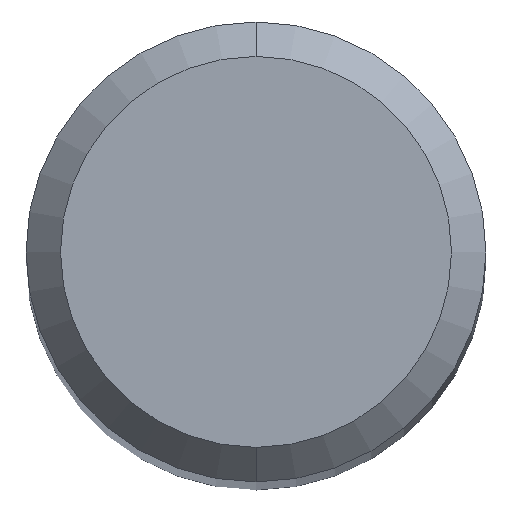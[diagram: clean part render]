
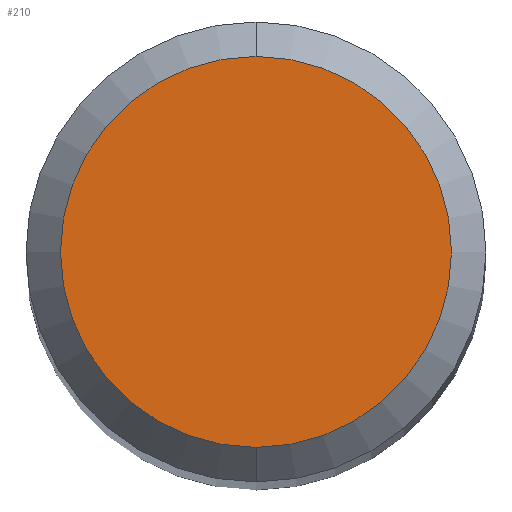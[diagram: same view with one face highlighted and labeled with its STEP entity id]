
A CAD part, top view. The second image highlights one B-rep face of the part: STEP entity #210.
In plain terms, the highlighted planar face has unit normal (0, 0, 1).
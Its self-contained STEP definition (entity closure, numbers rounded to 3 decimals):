
#130=VERTEX_POINT('',#286);
#150=EDGE_CURVE('',#184,#130,#309,.T.);
#184=VERTEX_POINT('',#349);
#210=ADVANCED_FACE('',(#378),#379,.T.);
#228=EDGE_CURVE('',#130,#184,#399,.T.);
#286=CARTESIAN_POINT('',(0.0,1.7,0.0));
#309=CIRCLE('',#484,1.7);
#349=CARTESIAN_POINT('',(0.,-1.7,0.0));
#378=FACE_OUTER_BOUND('',#569,.T.);
#379=PLANE('',#570);
#399=CIRCLE('',#596,1.7);
#484=AXIS2_PLACEMENT_3D('',#675,#676,#677);
#569=EDGE_LOOP('',(#770,#771));
#570=AXIS2_PLACEMENT_3D('',#772,#773,#774);
#596=AXIS2_PLACEMENT_3D('',#801,#802,#803);
#675=CARTESIAN_POINT('',(0.0,0.0,0.0));
#676=DIRECTION('',(0.0,0.0,-1.0));
#677=DIRECTION('',(0.0,1.0,0.0));
#770=ORIENTED_EDGE('',*,*,#228,.F.);
#771=ORIENTED_EDGE('',*,*,#150,.F.);
#772=CARTESIAN_POINT('',(0.0,0.85,0.0));
#773=DIRECTION('',(-0.0,0.0,1.0));
#774=DIRECTION('',(0.0,-1.0,0.0));
#801=CARTESIAN_POINT('',(0.0,0.0,0.0));
#802=DIRECTION('',(0.0,0.0,-1.0));
#803=DIRECTION('',(0.0,1.0,0.0));
